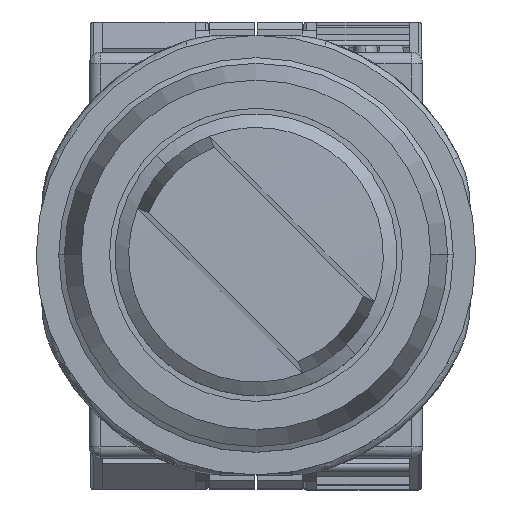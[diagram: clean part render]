
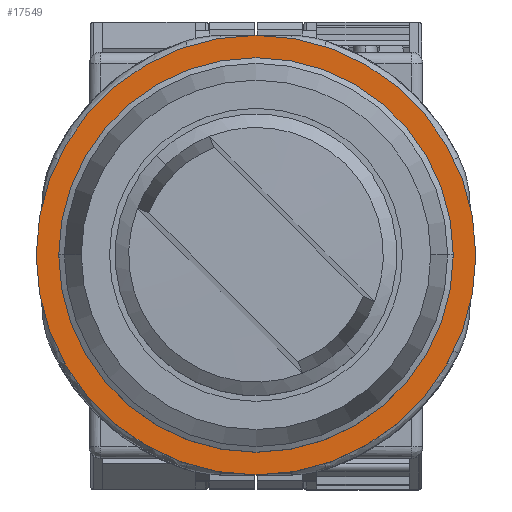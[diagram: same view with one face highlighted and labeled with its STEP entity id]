
A CAD part, top view. The second image highlights one B-rep face of the part: STEP entity #17549.
In plain terms, the highlighted planar face has unit normal (0, 0, 1).
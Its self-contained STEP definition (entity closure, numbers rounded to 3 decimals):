
#129 = ORIENTED_EDGE ( 'NONE', *, *, #6586, .F. ) ;
#187 = CARTESIAN_POINT ( 'NONE',  ( 19.5, 0., 1.5 ) ) ;
#293 = CIRCLE ( 'NONE', #29640, 14.75 ) ;
#355 = DIRECTION ( 'NONE',  ( 0., 0., 1. ) ) ;
#1797 = DIRECTION ( 'NONE',  ( -1., 0., 0. ) ) ;
#3031 = DIRECTION ( 'NONE',  ( 0., 0., 1. ) ) ;
#3646 = CARTESIAN_POINT ( 'NONE',  ( -19.734, -19.734, 1.5 ) ) ;
#5074 = DIRECTION ( 'NONE',  ( 0., 0., 1. ) ) ;
#6278 = CARTESIAN_POINT ( 'NONE',  ( 0., 0., 1.5 ) ) ;
#6586 = EDGE_CURVE ( 'NONE', #21503, #19686, #293, .T. ) ;
#6895 = PLANE ( 'NONE',  #19022 ) ;
#8294 = CARTESIAN_POINT ( 'NONE',  ( 0., 0., 1.5 ) ) ;
#8668 = AXIS2_PLACEMENT_3D ( 'NONE', #8294, #5074, #1797 ) ;
#12395 = DIRECTION ( 'NONE',  ( -1., 0., 0. ) ) ;
#12442 = FACE_BOUND ( 'NONE', #27195, .T. ) ;
#14374 = AXIS2_PLACEMENT_3D ( 'NONE', #27798, #24547, #21265 ) ;
#14397 = AXIS2_PLACEMENT_3D ( 'NONE', #6278, #3031, #31658 ) ;
#15650 = DIRECTION ( 'NONE',  ( 0., 0., 1. ) ) ;
#16286 = CIRCLE ( 'NONE', #8668, 19.5 ) ;
#16302 = CARTESIAN_POINT ( 'NONE',  ( -19.5, 0., 1.5 ) ) ;
#17549 = ADVANCED_FACE ( 'NONE', ( #12442, #18193 ), #6895, .T. ) ;
#17938 = EDGE_LOOP ( 'NONE', ( #28612, #27918 ) ) ;
#18193 = FACE_OUTER_BOUND ( 'NONE', #17938, .T. ) ;
#19022 = AXIS2_PLACEMENT_3D ( 'NONE', #3646, #355, #28985 ) ;
#19686 = VERTEX_POINT ( 'NONE', #29739 ) ;
#20242 = EDGE_CURVE ( 'NONE', #19686, #21503, #24018, .T. ) ;
#21265 = DIRECTION ( 'NONE',  ( -1., 0., 0. ) ) ;
#21503 = VERTEX_POINT ( 'NONE', #30935 ) ;
#24018 = CIRCLE ( 'NONE', #14397, 14.75 ) ;
#24211 = VERTEX_POINT ( 'NONE', #16302 ) ;
#24453 = VERTEX_POINT ( 'NONE', #187 ) ;
#24547 = DIRECTION ( 'NONE',  ( 0., 0., 1. ) ) ;
#24863 = EDGE_CURVE ( 'NONE', #24211, #24453, #28031, .T. ) ;
#27195 = EDGE_LOOP ( 'NONE', ( #30919, #129 ) ) ;
#27699 = EDGE_CURVE ( 'NONE', #24453, #24211, #16286, .T. ) ;
#27798 = CARTESIAN_POINT ( 'NONE',  ( 0., 0., 1.5 ) ) ;
#27918 = ORIENTED_EDGE ( 'NONE', *, *, #27699, .T. ) ;
#28031 = CIRCLE ( 'NONE', #14374, 19.5 ) ;
#28612 = ORIENTED_EDGE ( 'NONE', *, *, #24863, .T. ) ;
#28985 = DIRECTION ( 'NONE',  ( 1., 0., 0. ) ) ;
#29640 = AXIS2_PLACEMENT_3D ( 'NONE', #30256, #15650, #12395 ) ;
#29739 = CARTESIAN_POINT ( 'NONE',  ( -14.75, 0., 1.5 ) ) ;
#30256 = CARTESIAN_POINT ( 'NONE',  ( 0., 0., 1.5 ) ) ;
#30919 = ORIENTED_EDGE ( 'NONE', *, *, #20242, .F. ) ;
#30935 = CARTESIAN_POINT ( 'NONE',  ( 14.75, 0., 1.5 ) ) ;
#31658 = DIRECTION ( 'NONE',  ( -1., 0., 0. ) ) ;
